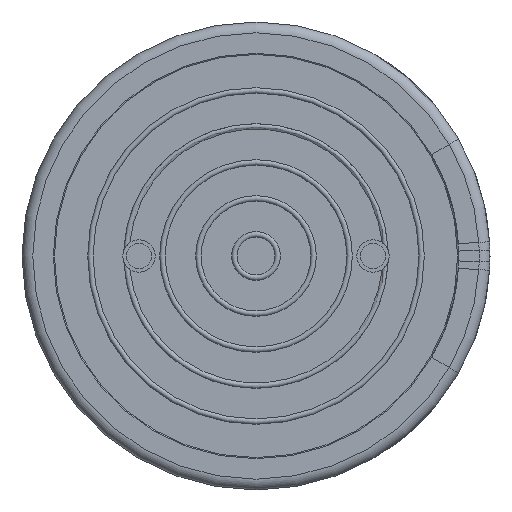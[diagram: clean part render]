
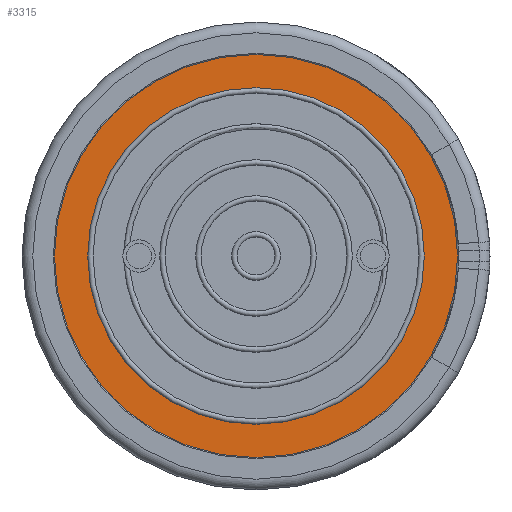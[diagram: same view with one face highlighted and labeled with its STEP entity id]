
A CAD part, front view. The second image highlights one B-rep face of the part: STEP entity #3315.
In plain terms, the highlighted planar face has unit normal (0, -1, 0).
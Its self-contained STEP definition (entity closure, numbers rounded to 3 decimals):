
#47=FACE_BOUND('',#522,.T.);
#243=PLANE('',#3694);
#367=FACE_OUTER_BOUND('',#521,.T.);
#521=EDGE_LOOP('',(#3005,#3006));
#522=EDGE_LOOP('',(#3007,#3008));
#996=CIRCLE('',#3612,5.6);
#997=CIRCLE('',#3613,5.6);
#1029=CIRCLE('',#3654,4.675);
#1030=CIRCLE('',#3655,4.675);
#1423=VERTEX_POINT('',#6429);
#1424=VERTEX_POINT('',#6431);
#1451=VERTEX_POINT('',#6509);
#1452=VERTEX_POINT('',#6510);
#1910=EDGE_CURVE('',#1423,#1424,#996,.T.);
#1911=EDGE_CURVE('',#1424,#1423,#997,.T.);
#1952=EDGE_CURVE('',#1451,#1452,#1029,.T.);
#1953=EDGE_CURVE('',#1452,#1451,#1030,.T.);
#3005=ORIENTED_EDGE('',*,*,#1911,.F.);
#3006=ORIENTED_EDGE('',*,*,#1910,.F.);
#3007=ORIENTED_EDGE('',*,*,#1952,.T.);
#3008=ORIENTED_EDGE('',*,*,#1953,.T.);
#3315=ADVANCED_FACE('',(#367,#47),#243,.T.);
#3612=AXIS2_PLACEMENT_3D('',#6432,#4376,#4377);
#3613=AXIS2_PLACEMENT_3D('',#6433,#4378,#4379);
#3654=AXIS2_PLACEMENT_3D('',#6511,#4469,#4470);
#3655=AXIS2_PLACEMENT_3D('',#6512,#4471,#4472);
#3694=AXIS2_PLACEMENT_3D('',#6581,#4559,#4560);
#4376=DIRECTION('center_axis',(0.,1.,0.));
#4377=DIRECTION('ref_axis',(1.,0.,0.));
#4378=DIRECTION('center_axis',(0.,1.,0.));
#4379=DIRECTION('ref_axis',(1.,0.,0.));
#4469=DIRECTION('center_axis',(0.,1.,0.));
#4470=DIRECTION('ref_axis',(-1.,0.,0.));
#4471=DIRECTION('center_axis',(0.,1.,0.));
#4472=DIRECTION('ref_axis',(-1.,0.,0.));
#4559=DIRECTION('center_axis',(0.,-1.,0.));
#4560=DIRECTION('ref_axis',(0.,0.,-1.));
#6429=CARTESIAN_POINT('',(-5.6,0.1,0.));
#6431=CARTESIAN_POINT('',(5.6,0.1,0.));
#6432=CARTESIAN_POINT('Origin',(0.,0.1,0.));
#6433=CARTESIAN_POINT('Origin',(0.,0.1,0.));
#6509=CARTESIAN_POINT('',(-4.675,0.1,0.));
#6510=CARTESIAN_POINT('',(4.675,0.1,0.));
#6511=CARTESIAN_POINT('Origin',(0.,0.1,0.));
#6512=CARTESIAN_POINT('Origin',(0.,0.1,0.));
#6581=CARTESIAN_POINT('Origin',(0.,0.1,0.));
